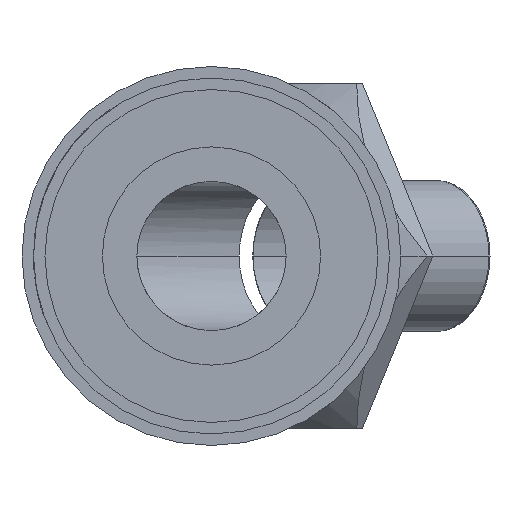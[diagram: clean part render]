
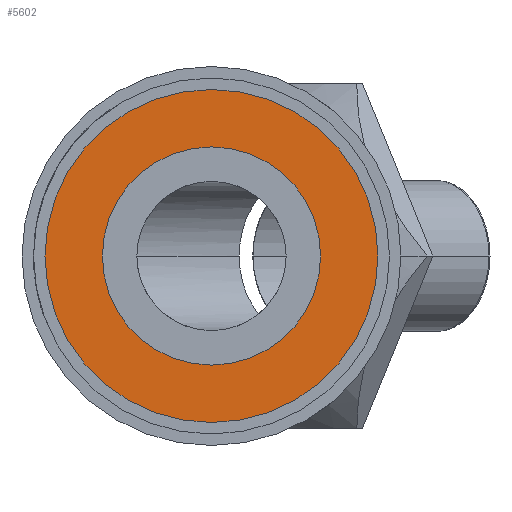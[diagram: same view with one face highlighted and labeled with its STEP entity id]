
A CAD part, left-side view. The second image highlights one B-rep face of the part: STEP entity #5602.
In plain terms, the highlighted planar face has unit normal (-1, 0, 0).
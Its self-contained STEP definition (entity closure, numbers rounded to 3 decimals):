
#570 = DIRECTION ( 'NONE',  ( 0., 0., 1. ) ) ;
#695 = AXIS2_PLACEMENT_3D ( 'NONE', #4392, #7098, #3526 ) ;
#840 = CIRCLE ( 'NONE', #2134, 14.5 ) ;
#1478 = EDGE_LOOP ( 'NONE', ( #7865, #6300 ) ) ;
#1961 = CARTESIAN_POINT ( 'NONE',  ( 0., 0., 0. ) ) ;
#2019 = EDGE_CURVE ( 'NONE', #8932, #2902, #840, .T. ) ;
#2134 = AXIS2_PLACEMENT_3D ( 'NONE', #2859, #7558, #7651 ) ;
#2355 = DIRECTION ( 'NONE',  ( 1., 0., 0. ) ) ;
#2859 = CARTESIAN_POINT ( 'NONE',  ( 0., 0., 0. ) ) ;
#2902 = VERTEX_POINT ( 'NONE', #3505 ) ;
#3437 = AXIS2_PLACEMENT_3D ( 'NONE', #8448, #2355, #4353 ) ;
#3505 = CARTESIAN_POINT ( 'NONE',  ( 0., 0., 14.5 ) ) ;
#3526 = DIRECTION ( 'NONE',  ( 0., 0., -1. ) ) ;
#3704 = ORIENTED_EDGE ( 'NONE', *, *, #7846, .T. ) ;
#3719 = CIRCLE ( 'NONE', #695, 9.5 ) ;
#3794 = CARTESIAN_POINT ( 'NONE',  ( 0., 0., 9.5 ) ) ;
#4066 = CARTESIAN_POINT ( 'NONE',  ( 0., 0., -9.5 ) ) ;
#4167 = CIRCLE ( 'NONE', #3437, 9.5 ) ;
#4353 = DIRECTION ( 'NONE',  ( 0., 0., -1. ) ) ;
#4392 = CARTESIAN_POINT ( 'NONE',  ( 0., 0., 0. ) ) ;
#4610 = CIRCLE ( 'NONE', #4899, 14.5 ) ;
#4638 = FACE_OUTER_BOUND ( 'NONE', #1478, .T. ) ;
#4718 = DIRECTION ( 'NONE',  ( 1., 0., 0. ) ) ;
#4886 = EDGE_CURVE ( 'NONE', #8014, #6047, #4167, .T. ) ;
#4899 = AXIS2_PLACEMENT_3D ( 'NONE', #8108, #6177, #570 ) ;
#5308 = FACE_BOUND ( 'NONE', #8293, .T. ) ;
#5398 = PLANE ( 'NONE',  #7766 ) ;
#5602 = ADVANCED_FACE ( 'NONE', ( #5308, #4638 ), #5398, .F. ) ;
#6047 = VERTEX_POINT ( 'NONE', #3794 ) ;
#6177 = DIRECTION ( 'NONE',  ( -1., 0., 0. ) ) ;
#6300 = ORIENTED_EDGE ( 'NONE', *, *, #2019, .T. ) ;
#6501 = EDGE_CURVE ( 'NONE', #2902, #8932, #4610, .T. ) ;
#7098 = DIRECTION ( 'NONE',  ( 1., 0., 0. ) ) ;
#7268 = CARTESIAN_POINT ( 'NONE',  ( 0., 0., -14.5 ) ) ;
#7558 = DIRECTION ( 'NONE',  ( -1., 0., 0. ) ) ;
#7647 = ORIENTED_EDGE ( 'NONE', *, *, #4886, .T. ) ;
#7651 = DIRECTION ( 'NONE',  ( 0., 0., 1. ) ) ;
#7766 = AXIS2_PLACEMENT_3D ( 'NONE', #1961, #4718, #8104 ) ;
#7846 = EDGE_CURVE ( 'NONE', #6047, #8014, #3719, .T. ) ;
#7865 = ORIENTED_EDGE ( 'NONE', *, *, #6501, .T. ) ;
#8014 = VERTEX_POINT ( 'NONE', #4066 ) ;
#8104 = DIRECTION ( 'NONE',  ( 0., 0., -1. ) ) ;
#8108 = CARTESIAN_POINT ( 'NONE',  ( 0., 0., 0. ) ) ;
#8293 = EDGE_LOOP ( 'NONE', ( #3704, #7647 ) ) ;
#8448 = CARTESIAN_POINT ( 'NONE',  ( 0., 0., 0. ) ) ;
#8932 = VERTEX_POINT ( 'NONE', #7268 ) ;
